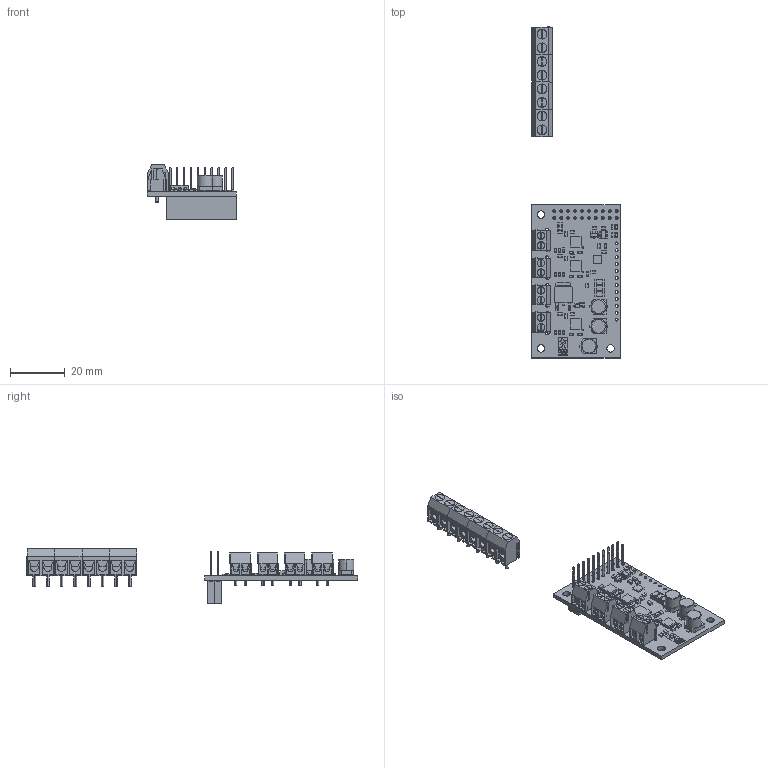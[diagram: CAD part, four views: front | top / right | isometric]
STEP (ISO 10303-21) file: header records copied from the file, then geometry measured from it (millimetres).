
FILE_DESCRIPTION (( 'STEP AP214' ), '1' );
FILE_NAME ('mc3h42a01-for-step.STEP', '2022-04-26T20:10:44', ( '' ), ( '' ), 'SwSTEP 2.0', 'SolidWorks 2021', '' );
FILE_SCHEMA (( 'AUTOMOTIVE_DESIGN' ));
Length unit declared in the file: inch
Products named in the file (1): mc3h42a01-for-step
Bounding box: 32.69 x 121.5 x 20.07 mm (x, y, z)
Volume: 7783.8 mm3; surface area: 13401.7 mm2
Topology: 11 solids, 11 shells, 3288 faces, 9145 edges, 5894 vertices
Faces by surface type: plane 2599, cylinder 506, bspline 177, torus 6
Entity records: 154039 total; most frequent: CARTESIAN_POINT 27357, ORIENTED_EDGE 18290, DIRECTION 15785, EDGE_CURVE 9145, LINE 7501, VECTOR 7501, VERTEX_POINT 5894, AXIS2_PLACEMENT_3D 4142
